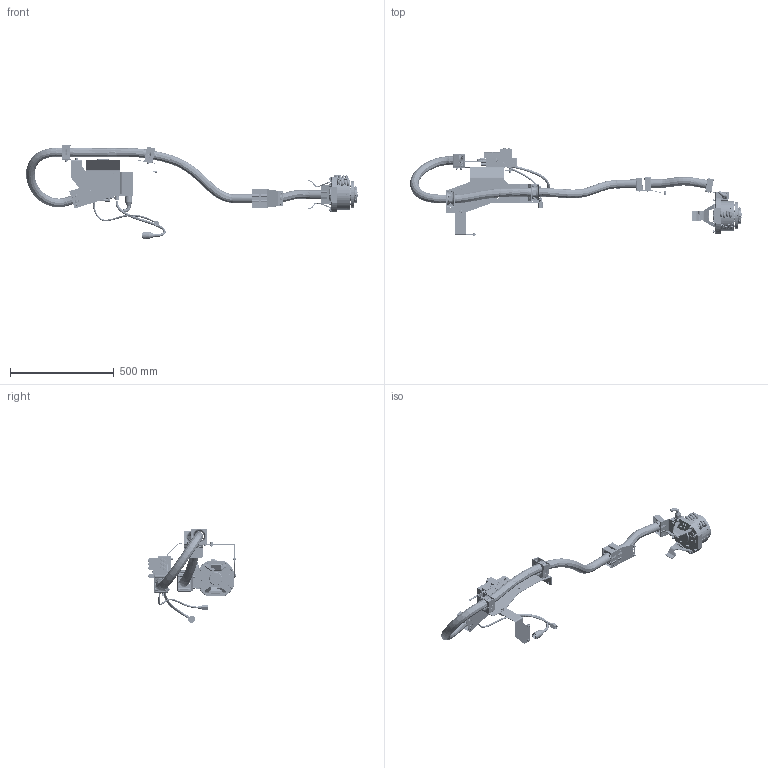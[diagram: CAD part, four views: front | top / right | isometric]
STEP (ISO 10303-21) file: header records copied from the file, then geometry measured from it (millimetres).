
FILE_DESCRIPTION (( 'STEP AP203' ), '1' );
FILE_NAME ('TS132-404.STEP', '2020-04-20T06:43:53', ( '' ), ( '' ), 'SwSTEP 2.0', 'SolidWorks 2019', '' );
FILE_SCHEMA (( 'CONFIG_CONTROL_DESIGN' ));
Products named in the file (1): TS132-404
Bounding box: 1599.05 x 428.04 x 452.06 mm (x, y, z)
Volume: 5290149.3 mm3; surface area: 1751925.2 mm2
Topology: 209 solids, 211 shells, 9096 faces, 22257 edges, 14087 vertices
Faces by surface type: plane 3409, cylinder 3141, bspline 1434, cone 584, torus 412, sphere 116
Entity records: 392148 total; most frequent: CARTESIAN_POINT 182538, ORIENTED_EDGE 44118, DIRECTION 42201, EDGE_CURVE 22059, AXIS2_PLACEMENT_3D 15751, VERTEX_POINT 14063, VECTOR 10699, LINE 10699
